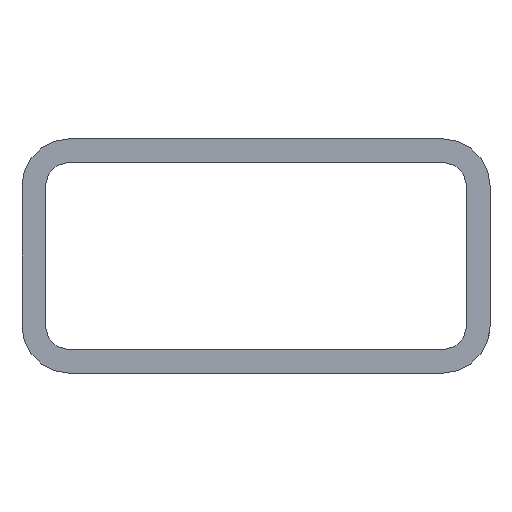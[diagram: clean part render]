
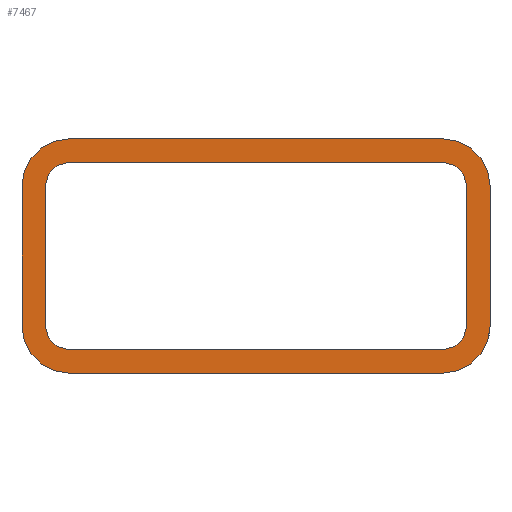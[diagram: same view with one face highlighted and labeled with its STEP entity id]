
A CAD part, front view. The second image highlights one B-rep face of the part: STEP entity #7467.
In plain terms, the highlighted planar face has unit normal (0, -1, 0).
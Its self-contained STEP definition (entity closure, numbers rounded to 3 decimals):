
#170 = DIRECTION ( 'NONE',  ( 0., -1., 0. ) ) ;
#220 = DIRECTION ( 'NONE',  ( 0., -1., 0. ) ) ;
#227 = EDGE_CURVE ( 'NONE', #9869, #3722, #6155, .T. ) ;
#311 = VECTOR ( 'NONE', #2254, 1000. ) ;
#421 = CIRCLE ( 'NONE', #8080, 3. ) ;
#462 = EDGE_LOOP ( 'NONE', ( #10540, #6620, #4462, #10349, #9402, #5993, #1891, #3938 ) ) ;
#489 = CARTESIAN_POINT ( 'NONE',  ( 46., -3255., -13.25 ) ) ;
#657 = ORIENTED_EDGE ( 'NONE', *, *, #3837, .T. ) ;
#703 = CARTESIAN_POINT ( 'NONE',  ( 94., -3255., -34.25 ) ) ;
#943 = LINE ( 'NONE', #3401, #3861 ) ;
#1030 = VERTEX_POINT ( 'NONE', #9785 ) ;
#1085 = VERTEX_POINT ( 'NONE', #5711 ) ;
#1239 = VERTEX_POINT ( 'NONE', #8544 ) ;
#1260 = DIRECTION ( 'NONE',  ( 0., -1., 0. ) ) ;
#1279 = AXIS2_PLACEMENT_3D ( 'NONE', #4306, #2760, #3572 ) ;
#1343 = DIRECTION ( 'NONE',  ( 0., 0., 1. ) ) ;
#1580 = CARTESIAN_POINT ( 'NONE',  ( 100., -3255., -13.25 ) ) ;
#1615 = DIRECTION ( 'NONE',  ( 0., 0., -1. ) ) ;
#1629 = VERTEX_POINT ( 'NONE', #5076 ) ;
#1709 = EDGE_CURVE ( 'NONE', #8567, #5853, #943, .T. ) ;
#1842 = CARTESIAN_POINT ( 'NONE',  ( 43., -3255., -13.25 ) ) ;
#1891 = ORIENTED_EDGE ( 'NONE', *, *, #4508, .F. ) ;
#2041 = DIRECTION ( 'NONE',  ( 0., 0., -1. ) ) ;
#2058 = EDGE_CURVE ( 'NONE', #5853, #8721, #5106, .T. ) ;
#2101 = DIRECTION ( 'NONE',  ( 0., 0., 1. ) ) ;
#2171 = DIRECTION ( 'NONE',  ( 0., 0., -1. ) ) ;
#2181 = EDGE_CURVE ( 'NONE', #10878, #1030, #7027, .T. ) ;
#2254 = DIRECTION ( 'NONE',  ( -1., 0., 0. ) ) ;
#2342 = DIRECTION ( 'NONE',  ( 0., 0., -1. ) ) ;
#2430 = ORIENTED_EDGE ( 'NONE', *, *, #2181, .T. ) ;
#2465 = ORIENTED_EDGE ( 'NONE', *, *, #3644, .T. ) ;
#2496 = EDGE_CURVE ( 'NONE', #8721, #4374, #4577, .T. ) ;
#2582 = DIRECTION ( 'NONE',  ( 1., 0., 0. ) ) ;
#2603 = CARTESIAN_POINT ( 'NONE',  ( 100., -3255., -31.25 ) ) ;
#2760 = DIRECTION ( 'NONE',  ( 0., -1., 0. ) ) ;
#2788 = VERTEX_POINT ( 'NONE', #1842 ) ;
#2837 = CARTESIAN_POINT ( 'NONE',  ( 97., -3255., -13.25 ) ) ;
#2874 = FACE_OUTER_BOUND ( 'NONE', #9910, .T. ) ;
#2887 = CARTESIAN_POINT ( 'NONE',  ( 94., -3255., -13.25 ) ) ;
#2961 = DIRECTION ( 'NONE',  ( 0., 0., -1. ) ) ;
#2969 = EDGE_CURVE ( 'NONE', #1629, #9171, #421, .T. ) ;
#2988 = EDGE_CURVE ( 'NONE', #3208, #8567, #10942, .T. ) ;
#3194 = ORIENTED_EDGE ( 'NONE', *, *, #2988, .T. ) ;
#3208 = VERTEX_POINT ( 'NONE', #10208 ) ;
#3267 = VERTEX_POINT ( 'NONE', #11033 ) ;
#3401 = CARTESIAN_POINT ( 'NONE',  ( 46., -3255., -37.25 ) ) ;
#3476 = LINE ( 'NONE', #9393, #6800 ) ;
#3572 = DIRECTION ( 'NONE',  ( 0., 0., -1. ) ) ;
#3644 = EDGE_CURVE ( 'NONE', #3267, #3208, #9257, .T. ) ;
#3671 = CARTESIAN_POINT ( 'NONE',  ( 43., -3255., -31.25 ) ) ;
#3695 = DIRECTION ( 'NONE',  ( -1., 0., 0. ) ) ;
#3722 = VERTEX_POINT ( 'NONE', #9421 ) ;
#3779 = DIRECTION ( 'NONE',  ( 0., -1., 0. ) ) ;
#3837 = EDGE_CURVE ( 'NONE', #1030, #3267, #6072, .T. ) ;
#3861 = VECTOR ( 'NONE', #2582, 1000. ) ;
#3865 = FACE_BOUND ( 'NONE', #462, .T. ) ;
#3900 = CARTESIAN_POINT ( 'NONE',  ( 94., -3255., -37.25 ) ) ;
#3938 = ORIENTED_EDGE ( 'NONE', *, *, #8813, .F. ) ;
#3950 = DIRECTION ( 'NONE',  ( 1., 0., 0. ) ) ;
#3971 = VECTOR ( 'NONE', #3950, 1000. ) ;
#4013 = CARTESIAN_POINT ( 'NONE',  ( 94., -3255., -13.25 ) ) ;
#4083 = ORIENTED_EDGE ( 'NONE', *, *, #2058, .T. ) ;
#4178 = CARTESIAN_POINT ( 'NONE',  ( 94., -3255., -31.25 ) ) ;
#4301 = CIRCLE ( 'NONE', #1279, 3. ) ;
#4306 = CARTESIAN_POINT ( 'NONE',  ( 46., -3255., -13.25 ) ) ;
#4339 = AXIS2_PLACEMENT_3D ( 'NONE', #7055, #170, #10396 ) ;
#4374 = VERTEX_POINT ( 'NONE', #1580 ) ;
#4462 = ORIENTED_EDGE ( 'NONE', *, *, #227, .F. ) ;
#4508 = EDGE_CURVE ( 'NONE', #1239, #2788, #4301, .T. ) ;
#4514 = CARTESIAN_POINT ( 'NONE',  ( 46., -3255., -31.25 ) ) ;
#4577 = LINE ( 'NONE', #8830, #8289 ) ;
#4695 = AXIS2_PLACEMENT_3D ( 'NONE', #8945, #9682, #2041 ) ;
#4717 = DIRECTION ( 'NONE',  ( 0., 0., -1. ) ) ;
#4751 = ORIENTED_EDGE ( 'NONE', *, *, #2496, .T. ) ;
#4977 = CARTESIAN_POINT ( 'NONE',  ( 46., -3255., -7.25 ) ) ;
#5076 = CARTESIAN_POINT ( 'NONE',  ( 43., -3255., -31.25 ) ) ;
#5106 = CIRCLE ( 'NONE', #6905, 6. ) ;
#5362 = ORIENTED_EDGE ( 'NONE', *, *, #5413, .T. ) ;
#5413 = EDGE_CURVE ( 'NONE', #4374, #10878, #8210, .T. ) ;
#5688 = DIRECTION ( 'NONE',  ( 0., -1., 0. ) ) ;
#5705 = CARTESIAN_POINT ( 'NONE',  ( 94., -3255., -7.25 ) ) ;
#5711 = CARTESIAN_POINT ( 'NONE',  ( 97., -3255., -13.25 ) ) ;
#5853 = VERTEX_POINT ( 'NONE', #3900 ) ;
#5993 = ORIENTED_EDGE ( 'NONE', *, *, #9706, .F. ) ;
#6072 = CIRCLE ( 'NONE', #6254, 6. ) ;
#6128 = AXIS2_PLACEMENT_3D ( 'NONE', #9760, #220, #2171 ) ;
#6155 = CIRCLE ( 'NONE', #4339, 3. ) ;
#6242 = ORIENTED_EDGE ( 'NONE', *, *, #1709, .T. ) ;
#6254 = AXIS2_PLACEMENT_3D ( 'NONE', #489, #3779, #9647 ) ;
#6281 = PLANE ( 'NONE',  #4695 ) ;
#6326 = EDGE_CURVE ( 'NONE', #1085, #9009, #7178, .T. ) ;
#6386 = DIRECTION ( 'NONE',  ( 0., 0., -1. ) ) ;
#6400 = LINE ( 'NONE', #2837, #9136 ) ;
#6454 = VECTOR ( 'NONE', #8749, 1000. ) ;
#6585 = EDGE_CURVE ( 'NONE', #3722, #1085, #6400, .T. ) ;
#6620 = ORIENTED_EDGE ( 'NONE', *, *, #6585, .F. ) ;
#6800 = VECTOR ( 'NONE', #3695, 1000. ) ;
#6905 = AXIS2_PLACEMENT_3D ( 'NONE', #4178, #7797, #6386 ) ;
#7027 = LINE ( 'NONE', #4977, #311 ) ;
#7055 = CARTESIAN_POINT ( 'NONE',  ( 94., -3255., -31.25 ) ) ;
#7178 = CIRCLE ( 'NONE', #10920, 3. ) ;
#7240 = CARTESIAN_POINT ( 'NONE',  ( 46., -3255., -37.25 ) ) ;
#7467 = ADVANCED_FACE ( 'NONE', ( #3865, #2874 ), #6281, .T. ) ;
#7797 = DIRECTION ( 'NONE',  ( 0., -1., 0. ) ) ;
#7968 = LINE ( 'NONE', #3671, #6454 ) ;
#7974 = DIRECTION ( 'NONE',  ( 0., -1., 0. ) ) ;
#8080 = AXIS2_PLACEMENT_3D ( 'NONE', #4514, #7974, #2961 ) ;
#8210 = CIRCLE ( 'NONE', #8923, 6. ) ;
#8289 = VECTOR ( 'NONE', #1343, 1000. ) ;
#8544 = CARTESIAN_POINT ( 'NONE',  ( 46., -3255., -10.25 ) ) ;
#8567 = VERTEX_POINT ( 'NONE', #7240 ) ;
#8721 = VERTEX_POINT ( 'NONE', #2603 ) ;
#8749 = DIRECTION ( 'NONE',  ( 0., 0., -1. ) ) ;
#8813 = EDGE_CURVE ( 'NONE', #9009, #1239, #3476, .T. ) ;
#8830 = CARTESIAN_POINT ( 'NONE',  ( 100., -3255., -31.25 ) ) ;
#8923 = AXIS2_PLACEMENT_3D ( 'NONE', #2887, #1260, #4717 ) ;
#8945 = CARTESIAN_POINT ( 'NONE',  ( 46., -3255., -13.25 ) ) ;
#9009 = VERTEX_POINT ( 'NONE', #9777 ) ;
#9136 = VECTOR ( 'NONE', #2101, 1000. ) ;
#9171 = VERTEX_POINT ( 'NONE', #10329 ) ;
#9257 = LINE ( 'NONE', #9997, #10519 ) ;
#9393 = CARTESIAN_POINT ( 'NONE',  ( 94., -3255., -10.25 ) ) ;
#9402 = ORIENTED_EDGE ( 'NONE', *, *, #2969, .F. ) ;
#9421 = CARTESIAN_POINT ( 'NONE',  ( 97., -3255., -31.25 ) ) ;
#9612 = CARTESIAN_POINT ( 'NONE',  ( 94., -3255., -34.25 ) ) ;
#9647 = DIRECTION ( 'NONE',  ( 0., 0., -1. ) ) ;
#9672 = LINE ( 'NONE', #9612, #3971 ) ;
#9682 = DIRECTION ( 'NONE',  ( 0., -1., 0. ) ) ;
#9706 = EDGE_CURVE ( 'NONE', #2788, #1629, #7968, .T. ) ;
#9760 = CARTESIAN_POINT ( 'NONE',  ( 46., -3255., -31.25 ) ) ;
#9777 = CARTESIAN_POINT ( 'NONE',  ( 94., -3255., -10.25 ) ) ;
#9785 = CARTESIAN_POINT ( 'NONE',  ( 46., -3255., -7.25 ) ) ;
#9869 = VERTEX_POINT ( 'NONE', #703 ) ;
#9910 = EDGE_LOOP ( 'NONE', ( #657, #2465, #3194, #6242, #4083, #4751, #5362, #2430 ) ) ;
#9997 = CARTESIAN_POINT ( 'NONE',  ( 40., -3255., -13.25 ) ) ;
#10208 = CARTESIAN_POINT ( 'NONE',  ( 40., -3255., -31.25 ) ) ;
#10329 = CARTESIAN_POINT ( 'NONE',  ( 46., -3255., -34.25 ) ) ;
#10349 = ORIENTED_EDGE ( 'NONE', *, *, #10406, .F. ) ;
#10396 = DIRECTION ( 'NONE',  ( 0., 0., -1. ) ) ;
#10406 = EDGE_CURVE ( 'NONE', #9171, #9869, #9672, .T. ) ;
#10519 = VECTOR ( 'NONE', #1615, 1000. ) ;
#10540 = ORIENTED_EDGE ( 'NONE', *, *, #6326, .F. ) ;
#10878 = VERTEX_POINT ( 'NONE', #5705 ) ;
#10920 = AXIS2_PLACEMENT_3D ( 'NONE', #4013, #5688, #2342 ) ;
#10942 = CIRCLE ( 'NONE', #6128, 6. ) ;
#11033 = CARTESIAN_POINT ( 'NONE',  ( 40., -3255., -13.25 ) ) ;
